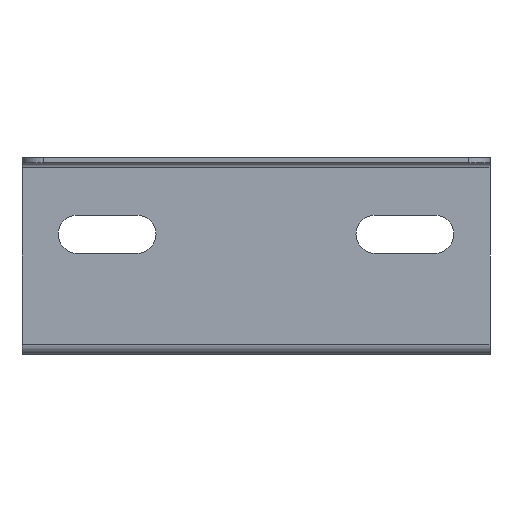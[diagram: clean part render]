
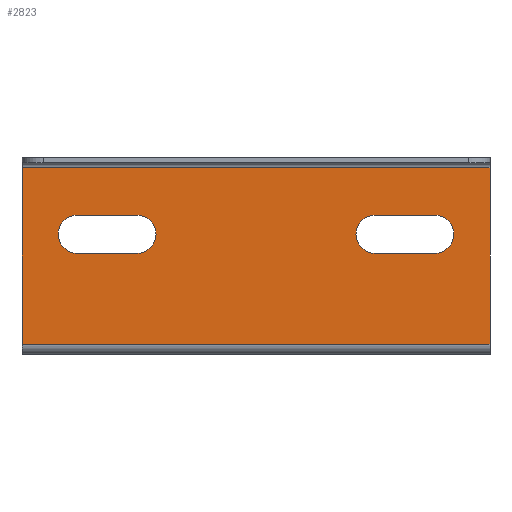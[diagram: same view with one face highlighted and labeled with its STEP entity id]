
A CAD part, front view. The second image highlights one B-rep face of the part: STEP entity #2823.
In plain terms, the highlighted planar face has unit normal (0, -1, 0).
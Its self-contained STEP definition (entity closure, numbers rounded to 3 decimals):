
#824=CARTESIAN_POINT('',(27.,0.,28.2));
#825=DIRECTION('',(0.,1.,0.));
#826=DIRECTION('',(0.,0.,1.));
#827=AXIS2_PLACEMENT_3D('',#824,#825,#826);
#829=DIRECTION('',(1.,0.,0.));
#830=VECTOR('',#829,14.);
#831=CARTESIAN_POINT('',(13.,0.,32.7));
#832=LINE('',#831,#830);
#833=CARTESIAN_POINT('',(13.,0.,28.2));
#834=DIRECTION('',(0.,1.,0.));
#835=DIRECTION('',(0.,0.,-1.));
#836=AXIS2_PLACEMENT_3D('',#833,#834,#835);
#838=DIRECTION('',(-1.,0.,0.));
#839=VECTOR('',#838,14.);
#840=CARTESIAN_POINT('',(27.,0.,23.7));
#841=LINE('',#840,#839);
#842=CARTESIAN_POINT('',(97.,0.,28.2));
#843=DIRECTION('',(0.,1.,0.));
#844=DIRECTION('',(0.,0.,1.));
#845=AXIS2_PLACEMENT_3D('',#842,#843,#844);
#847=DIRECTION('',(1.,0.,0.));
#848=VECTOR('',#847,14.);
#849=CARTESIAN_POINT('',(83.,0.,32.7));
#850=LINE('',#849,#848);
#851=CARTESIAN_POINT('',(83.,0.,28.2));
#852=DIRECTION('',(0.,1.,0.));
#853=DIRECTION('',(0.,0.,-1.));
#854=AXIS2_PLACEMENT_3D('',#851,#852,#853);
#856=DIRECTION('',(-1.,0.,0.));
#857=VECTOR('',#856,14.);
#858=CARTESIAN_POINT('',(97.,0.,23.7));
#859=LINE('',#858,#857);
#860=DIRECTION('',(-1.,0.,0.));
#861=VECTOR('',#860,110.);
#862=CARTESIAN_POINT('',(110.,0.,43.8));
#863=LINE('',#862,#861);
#864=DIRECTION('',(1.,0.,0.));
#865=VECTOR('',#864,110.);
#866=CARTESIAN_POINT('',(0.,0.,2.4));
#867=LINE('',#866,#865);
#966=DIRECTION('',(0.,0.,1.));
#967=VECTOR('',#966,41.4);
#968=CARTESIAN_POINT('',(110.,0.,2.4));
#969=LINE('',#968,#967);
#996=DIRECTION('',(0.,0.,1.));
#997=VECTOR('',#996,41.4);
#998=CARTESIAN_POINT('',(0.,0.,2.4));
#999=LINE('',#998,#997);
#1574=CARTESIAN_POINT('',(27.,0.,32.7));
#1575=CARTESIAN_POINT('',(27.,0.,23.7));
#1576=VERTEX_POINT('',#1574);
#1577=VERTEX_POINT('',#1575);
#1578=CARTESIAN_POINT('',(13.,0.,23.7));
#1579=VERTEX_POINT('',#1578);
#1580=CARTESIAN_POINT('',(13.,0.,32.7));
#1581=VERTEX_POINT('',#1580);
#1582=CARTESIAN_POINT('',(97.,0.,32.7));
#1583=CARTESIAN_POINT('',(97.,0.,23.7));
#1584=VERTEX_POINT('',#1582);
#1585=VERTEX_POINT('',#1583);
#1586=CARTESIAN_POINT('',(83.,0.,23.7));
#1587=VERTEX_POINT('',#1586);
#1588=CARTESIAN_POINT('',(83.,0.,32.7));
#1589=VERTEX_POINT('',#1588);
#1646=CARTESIAN_POINT('',(0.,0.,2.4));
#1647=CARTESIAN_POINT('',(110.,0.,2.4));
#1648=VERTEX_POINT('',#1646);
#1649=VERTEX_POINT('',#1647);
#1654=CARTESIAN_POINT('',(110.,0.,43.8));
#1655=CARTESIAN_POINT('',(0.,0.,43.8));
#1656=VERTEX_POINT('',#1654);
#1657=VERTEX_POINT('',#1655);
#2789=CARTESIAN_POINT('',(0.,0.,1.2));
#2790=DIRECTION('',(0.,1.,0.));
#2791=DIRECTION('',(0.,0.,1.));
#2792=AXIS2_PLACEMENT_3D('',#2789,#2790,#2791);
#2793=PLANE('',#2792);
#2795=ORIENTED_EDGE('',*,*,#2794,.F.);
#2797=ORIENTED_EDGE('',*,*,#2796,.F.);
#2798=ORIENTED_EDGE('',*,*,#2779,.F.);
#2800=ORIENTED_EDGE('',*,*,#2799,.T.);
#2801=EDGE_LOOP('',(#2795,#2797,#2798,#2800));
#2802=FACE_OUTER_BOUND('',#2801,.F.);
#2804=ORIENTED_EDGE('',*,*,#2803,.F.);
#2806=ORIENTED_EDGE('',*,*,#2805,.F.);
#2808=ORIENTED_EDGE('',*,*,#2807,.F.);
#2810=ORIENTED_EDGE('',*,*,#2809,.F.);
#2811=EDGE_LOOP('',(#2804,#2806,#2808,#2810));
#2812=FACE_BOUND('',#2811,.F.);
#2814=ORIENTED_EDGE('',*,*,#2813,.F.);
#2816=ORIENTED_EDGE('',*,*,#2815,.F.);
#2818=ORIENTED_EDGE('',*,*,#2817,.F.);
#2820=ORIENTED_EDGE('',*,*,#2819,.F.);
#2821=EDGE_LOOP('',(#2814,#2816,#2818,#2820));
#2822=FACE_BOUND('',#2821,.F.);
#2823=ADVANCED_FACE('',(#2802,#2812,#2822),#2793,.F.);
#828=CIRCLE('',#827,4.5);
#837=CIRCLE('',#836,4.5);
#846=CIRCLE('',#845,4.5);
#855=CIRCLE('',#854,4.5);
#2779=EDGE_CURVE('',#1648,#1649,#867,.T.);
#2794=EDGE_CURVE('',#1656,#1657,#863,.T.);
#2796=EDGE_CURVE('',#1649,#1656,#969,.T.);
#2799=EDGE_CURVE('',#1648,#1657,#999,.T.);
#2803=EDGE_CURVE('',#1584,#1585,#846,.T.);
#2805=EDGE_CURVE('',#1589,#1584,#850,.T.);
#2807=EDGE_CURVE('',#1587,#1589,#855,.T.);
#2809=EDGE_CURVE('',#1585,#1587,#859,.T.);
#2813=EDGE_CURVE('',#1576,#1577,#828,.T.);
#2815=EDGE_CURVE('',#1581,#1576,#832,.T.);
#2817=EDGE_CURVE('',#1579,#1581,#837,.T.);
#2819=EDGE_CURVE('',#1577,#1579,#841,.T.);
